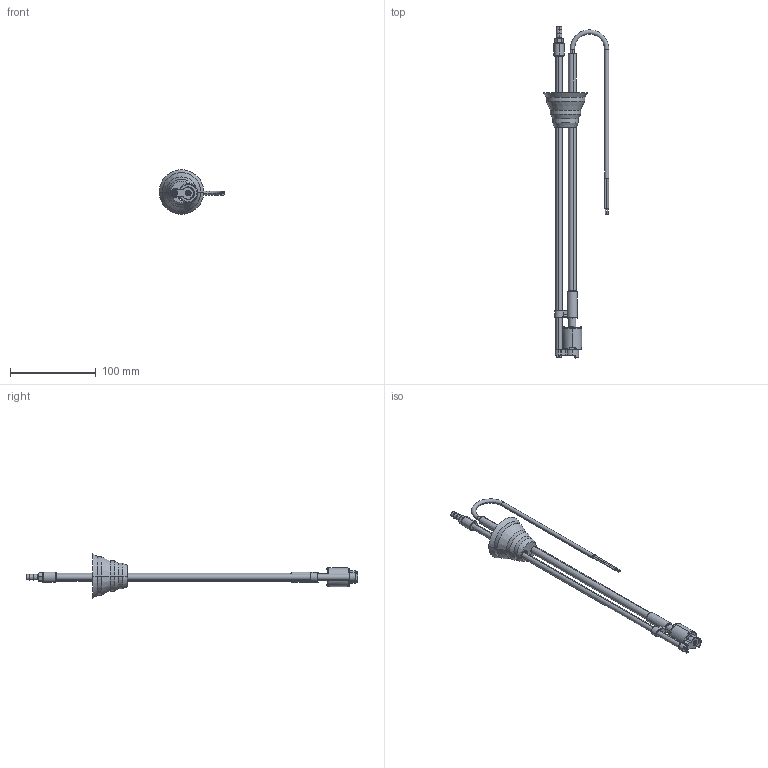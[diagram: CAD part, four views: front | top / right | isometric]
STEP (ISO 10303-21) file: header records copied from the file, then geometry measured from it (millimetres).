
FILE_DESCRIPTION (( 'STEP AP214' ), '1' );
FILE_NAME ('L401_WEB.STEP', '2022-03-02T13:56:53', ( '' ), ( '' ), 'SwSTEP 2.0', 'SolidWorks 2021', '' );
FILE_SCHEMA (( 'AUTOMOTIVE_DESIGN' ));
Length unit declared in the file: millimetre
Products named in the file (13): L401_WEB; 1l17000320362F2_PIENO; 1VVA0309CF00_tubo7; 1L15FE09072000; 1L16 00 03 0000_tubo7; 1L16000910M7_PIENO; 1L160001DIA7_rev2; 1L16 00 04_WEB; 1L160020300_PIENO; 1L16 00 05 PP30_Coperchio Galleggiante_rev2.2_tubo7; 1L16 00 05 PP30_Coperchio Galleggiante_rev3; 2G1601_WEB_PLASTOFERRITE; CAVO PER LIVELLOSTATO L401
Assembly tree (12 placements, depth 3):
  L401_WEB
    2G1601_WEB_PLASTOFERRITE
      1L16 00 04_WEB
      1L16 00 05 PP30_Coperchio Galleggiante_rev2.2_tubo7
    1L16 00 05 PP30_Coperchio Galleggiante_rev3
    1L15FE09072000
    1VVA0309CF00_tubo7
    1L160001DIA7_rev2
    1L160020300_PIENO
    1L16000910M7_PIENO
    1L16 00 03 0000_tubo7
    1l17000320362F2_PIENO
    CAVO PER LIVELLOSTATO L401
Bounding box: 76.41 x 386.5 x 52 mm (x, y, z)
Volume: 92794.2 mm3; surface area: 44112.2 mm2
Topology: 11 solids, 11 shells, 421 faces, 965 edges, 585 vertices
Faces by surface type: cylinder 165, plane 134, cone 74, torus 48
Entity records: 13006 total; most frequent: CARTESIAN_POINT 2413, DIRECTION 2266, ORIENTED_EDGE 1930, EDGE_CURVE 965, AXIS2_PLACEMENT_3D 924, VERTEX_POINT 585, CIRCLE 487, EDGE_LOOP 462
